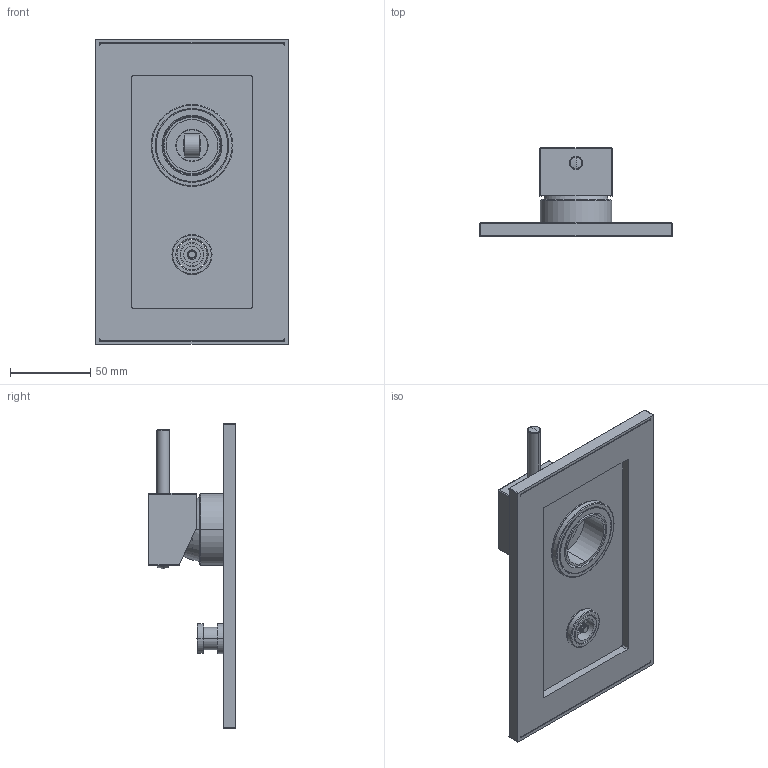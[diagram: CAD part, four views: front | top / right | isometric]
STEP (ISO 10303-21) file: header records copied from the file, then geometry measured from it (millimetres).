
FILE_DESCRIPTION((''),'2;1');
FILE_NAME('LEA015CR','2021-11-02T17:14:36',('ut3'),('PAFFONI SpA'),'CREO PARAMETRIC BY PTC INC, 2020044','CREO PARAMETRIC BY PTC INC, 2020044','');
FILE_SCHEMA(('CONFIG_CONTROL_DESIGN','SHAPE_APPEARANCE_LAYERS_GROUPS'));
Length unit declared in the file: millimetre
Products named in the file (1): LEA015CR
Bounding box: 120 x 54.8 x 190 mm (x, y, z)
Volume: 160527 mm3; surface area: 115485.3 mm2
Topology: 5 solids, 5 shells, 987 faces, 2616 edges, 1660 vertices
Faces by surface type: plane 600, cylinder 228, torus 96, cone 45, sphere 12, bspline 6
Entity records: 42282 total; most frequent: CARTESIAN_POINT 10573, ORIENTED_EDGE 5216, DIRECTION 4955, EDGE_CURVE 2608, AXIS2_PLACEMENT_3D 1704, VERTEX_POINT 1660, VECTOR 1547, LINE 1547
